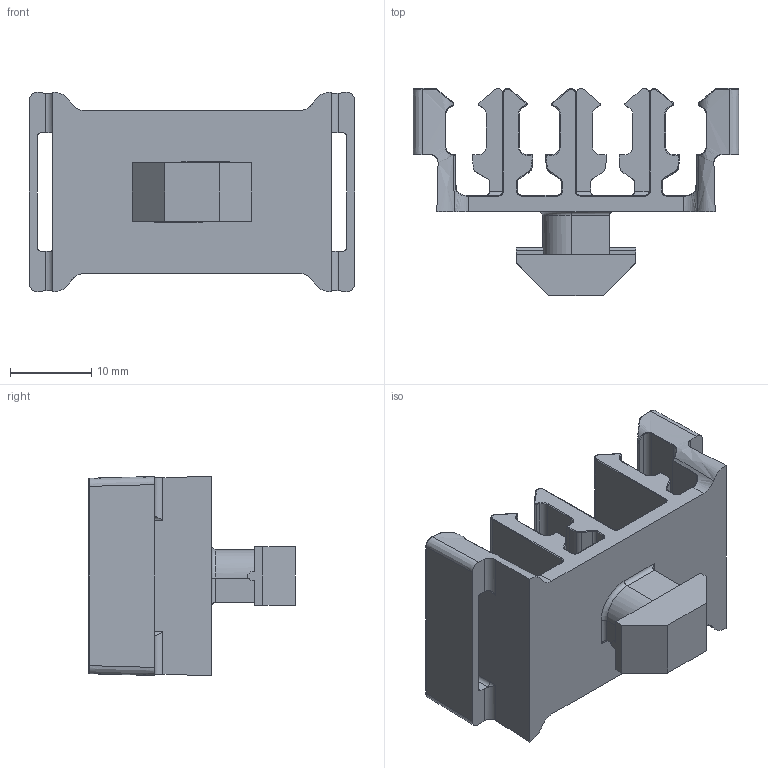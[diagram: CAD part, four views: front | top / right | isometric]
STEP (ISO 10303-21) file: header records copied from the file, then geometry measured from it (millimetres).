
FILE_DESCRIPTION (( 'STEP AP214' ), '1' );
FILE_NAME ('093601N08.STEP', '2014-08-19T09:40:24', ( '' ), ( '' ), 'SwSTEP 2.0', 'SolidWorks 2014', '' );
FILE_SCHEMA (( 'AUTOMOTIVE_DESIGN' ));
Length unit declared in the file: millimetre
Products named in the file (1): 093601N08
Bounding box: 40 x 25.42 x 24.49 mm (x, y, z)
Volume: 5318.1 mm3; surface area: 5976.3 mm2
Topology: 1 solids, 1 shells, 431 faces, 1095 edges, 655 vertices
Faces by surface type: cylinder 178, plane 103, bspline 88, torus 62
Entity records: 14681 total; most frequent: CARTESIAN_POINT 4971, ORIENTED_EDGE 2174, DIRECTION 1904, EDGE_CURVE 1087, AXIS2_PLACEMENT_3D 721, VERTEX_POINT 655, VECTOR 462, LINE 462
